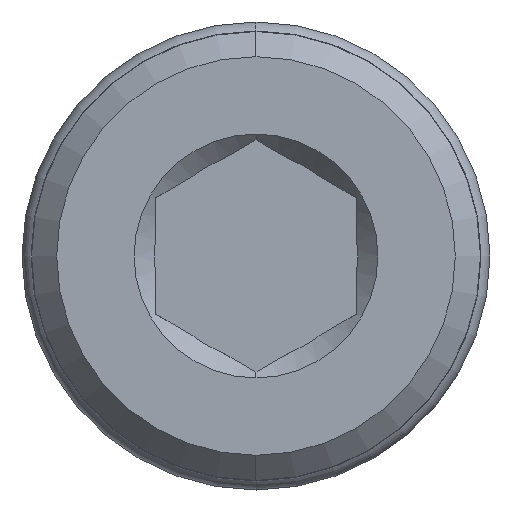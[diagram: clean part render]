
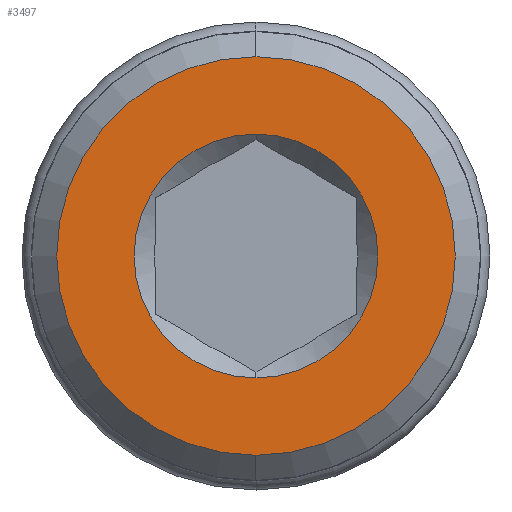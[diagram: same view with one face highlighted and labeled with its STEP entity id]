
A CAD part, left-side view. The second image highlights one B-rep face of the part: STEP entity #3497.
In plain terms, the highlighted planar face has unit normal (-1, 0, 0).
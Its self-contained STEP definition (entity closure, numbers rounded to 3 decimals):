
#350 = VERTEX_POINT ( 'NONE', #5351 ) ;
#383 = EDGE_CURVE ( 'NONE', #4972, #1079, #7076, .T. ) ;
#583 = DIRECTION ( 'NONE',  ( -1., 0., 0. ) ) ;
#702 = DIRECTION ( 'NONE',  ( 0., 0., -1. ) ) ;
#803 = EDGE_LOOP ( 'NONE', ( #5551, #6234 ) ) ;
#806 = CARTESIAN_POINT ( 'NONE',  ( -30.609, 6.848, -7.93 ) ) ;
#1052 = CIRCLE ( 'NONE', #6030, 7.93 ) ;
#1079 = VERTEX_POINT ( 'NONE', #5954 ) ;
#1125 = VERTEX_POINT ( 'NONE', #806 ) ;
#1403 = AXIS2_PLACEMENT_3D ( 'NONE', #5717, #583, #7457 ) ;
#1558 = PLANE ( 'NONE',  #2700 ) ;
#1948 = FACE_BOUND ( 'NONE', #5733, .T. ) ;
#1971 = EDGE_CURVE ( 'NONE', #1079, #4972, #5127, .T. ) ;
#2085 = CARTESIAN_POINT ( 'NONE',  ( -30.609, 6.848, 0. ) ) ;
#2139 = CARTESIAN_POINT ( 'NONE',  ( -30.609, 6.848, 0. ) ) ;
#2311 = CARTESIAN_POINT ( 'NONE',  ( -30.609, 6.848, 4.85 ) ) ;
#2333 = CARTESIAN_POINT ( 'NONE',  ( -30.609, 6.848, 0. ) ) ;
#2700 = AXIS2_PLACEMENT_3D ( 'NONE', #2139, #5558, #3837 ) ;
#2951 = EDGE_CURVE ( 'NONE', #350, #1125, #1052, .T. ) ;
#3000 = DIRECTION ( 'NONE',  ( 0., 0., -1. ) ) ;
#3036 = FACE_OUTER_BOUND ( 'NONE', #803, .T. ) ;
#3233 = ORIENTED_EDGE ( 'NONE', *, *, #383, .T. ) ;
#3497 = ADVANCED_FACE ( 'NONE', ( #3036, #1948 ), #1558, .F. ) ;
#3837 = DIRECTION ( 'NONE',  ( 0., 0., -1. ) ) ;
#4960 = EDGE_CURVE ( 'NONE', #1125, #350, #5180, .T. ) ;
#4972 = VERTEX_POINT ( 'NONE', #2311 ) ;
#5127 = CIRCLE ( 'NONE', #6216, 4.85 ) ;
#5180 = CIRCLE ( 'NONE', #1403, 7.93 ) ;
#5261 = CARTESIAN_POINT ( 'NONE',  ( -30.609, 6.848, 0. ) ) ;
#5351 = CARTESIAN_POINT ( 'NONE',  ( -30.609, 6.848, 7.93 ) ) ;
#5551 = ORIENTED_EDGE ( 'NONE', *, *, #4960, .T. ) ;
#5558 = DIRECTION ( 'NONE',  ( 1., 0., 0. ) ) ;
#5575 = ORIENTED_EDGE ( 'NONE', *, *, #1971, .T. ) ;
#5717 = CARTESIAN_POINT ( 'NONE',  ( -30.609, 6.848, 0. ) ) ;
#5733 = EDGE_LOOP ( 'NONE', ( #3233, #5575 ) ) ;
#5920 = DIRECTION ( 'NONE',  ( -1., 0., 0. ) ) ;
#5954 = CARTESIAN_POINT ( 'NONE',  ( -30.609, 6.848, -4.85 ) ) ;
#6030 = AXIS2_PLACEMENT_3D ( 'NONE', #5261, #5920, #3000 ) ;
#6090 = DIRECTION ( 'NONE',  ( 0., 0., -1. ) ) ;
#6117 = DIRECTION ( 'NONE',  ( 1., 0., 0. ) ) ;
#6216 = AXIS2_PLACEMENT_3D ( 'NONE', #2333, #6963, #702 ) ;
#6234 = ORIENTED_EDGE ( 'NONE', *, *, #2951, .T. ) ;
#6963 = DIRECTION ( 'NONE',  ( 1., 0., 0. ) ) ;
#6970 = AXIS2_PLACEMENT_3D ( 'NONE', #2085, #6117, #6090 ) ;
#7076 = CIRCLE ( 'NONE', #6970, 4.85 ) ;
#7457 = DIRECTION ( 'NONE',  ( 0., 0., -1. ) ) ;
